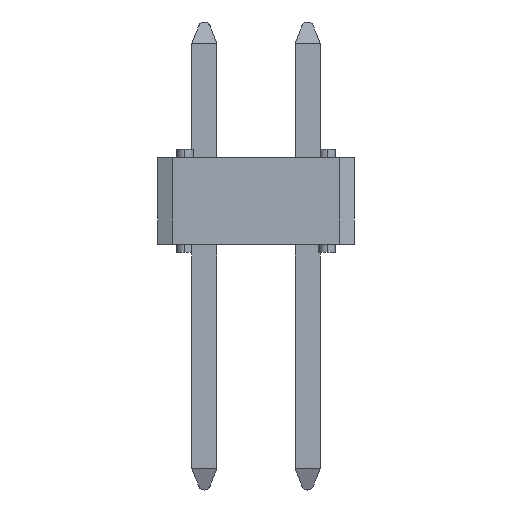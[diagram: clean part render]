
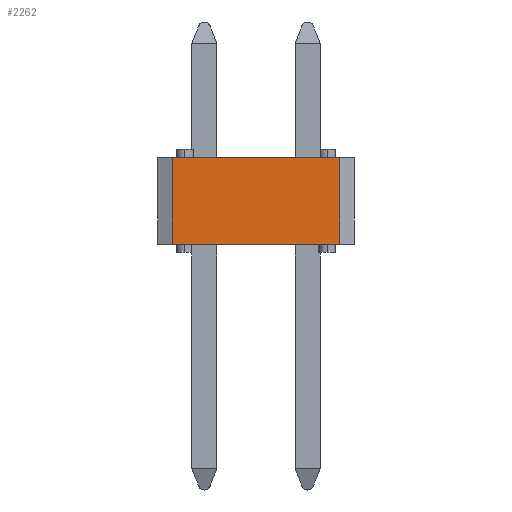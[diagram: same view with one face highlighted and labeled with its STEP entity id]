
A CAD part, left-side view. The second image highlights one B-rep face of the part: STEP entity #2262.
In plain terms, the highlighted planar face has unit normal (-1, 0, 0).
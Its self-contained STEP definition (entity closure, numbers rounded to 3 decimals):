
#113=DIRECTION('',(0.,1.,0.));
#114=VECTOR('',#113,4.116);
#115=CARTESIAN_POINT('',(-3.61,-2.058,0.));
#116=LINE('11178',#115,#114);
#445=DIRECTION('',(0.,1.,0.));
#446=VECTOR('',#445,4.116);
#447=CARTESIAN_POINT('',(-3.61,-2.058,2.13));
#448=LINE('11182',#447,#446);
#729=DIRECTION('',(0.,0.,1.));
#730=VECTOR('',#729,2.13);
#731=CARTESIAN_POINT('',(-3.61,2.058,0.));
#732=LINE('11190',#731,#730);
#805=DIRECTION('',(0.,0.,1.));
#806=VECTOR('',#805,2.13);
#807=CARTESIAN_POINT('',(-3.61,-2.058,0.));
#808=LINE('11191',#807,#806);
#1281=CARTESIAN_POINT('',(-3.61,-2.058,0.));
#1282=CARTESIAN_POINT('',(-3.61,2.058,0.));
#1283=VERTEX_POINT('',#1281);
#1284=VERTEX_POINT('',#1282);
#1289=CARTESIAN_POINT('',(-3.61,-2.058,2.13));
#1290=CARTESIAN_POINT('',(-3.61,2.058,2.13));
#1291=VERTEX_POINT('',#1289);
#1292=VERTEX_POINT('',#1290);
#2249=CARTESIAN_POINT('',(-3.61,-2.6,2.13));
#2250=DIRECTION('',(1.,0.,0.));
#2251=DIRECTION('',(0.,1.,0.));
#2252=AXIS2_PLACEMENT_3D('',#2249,#2250,#2251);
#2253=PLANE('11166',#2252);
#2254=ORIENTED_EDGE('11178',*,*,#1462,.T.);
#2256=ORIENTED_EDGE('11190',*,*,#2255,.T.);
#2257=ORIENTED_EDGE('11182',*,*,#1758,.F.);
#2259=ORIENTED_EDGE('11191',*,*,#2258,.F.);
#2260=EDGE_LOOP('11166',(#2254,#2256,#2257,#2259));
#2261=FACE_OUTER_BOUND('11166',#2260,.F.);
#2262=ADVANCED_FACE('11166',(#2261),#2253,.F.);
#1462=EDGE_CURVE('11178',#1283,#1284,#116,.T.);
#1758=EDGE_CURVE('11182',#1291,#1292,#448,.T.);
#2255=EDGE_CURVE('11190',#1284,#1292,#732,.T.);
#2258=EDGE_CURVE('11191',#1283,#1291,#808,.T.);
